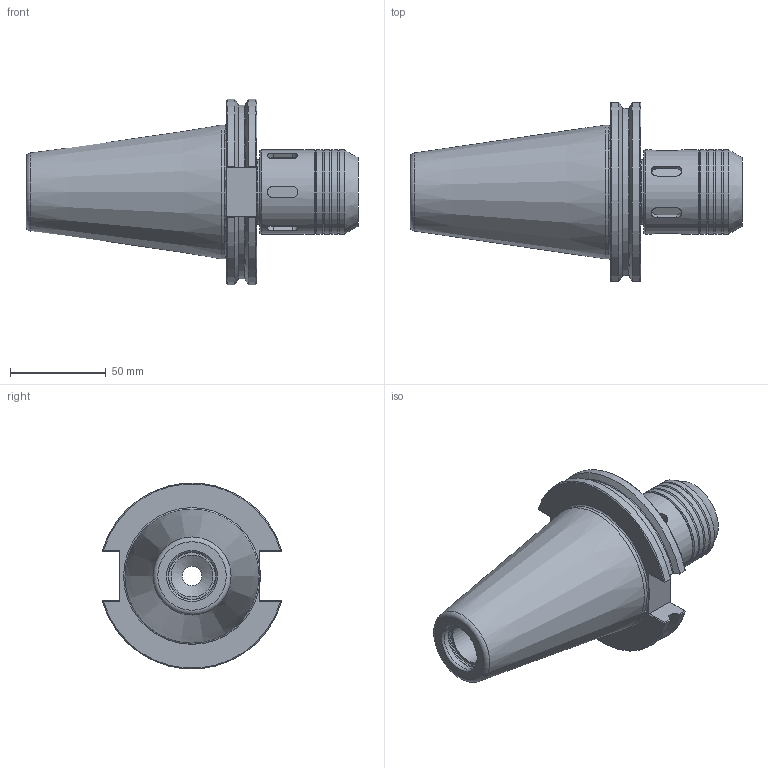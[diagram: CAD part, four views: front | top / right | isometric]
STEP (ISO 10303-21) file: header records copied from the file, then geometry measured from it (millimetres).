
FILE_DESCRIPTION(/* description */ (''),/* implementation_level */ '2;1');
FILE_NAME(/* name */ 'CAT50-BC075-0283.stp',/* time_stamp */ '2019-07-11T13:46:52-05:00',/* author */ ('ldfli'),/* organization */ (''),/* preprocessor_version */ 'ST-DEVELOPER v18',/* originating_system */ 'Autodesk Inventor LT',/* authorisation */ '');
FILE_SCHEMA (('AUTOMOTIVE_DESIGN { 1 0 10303 214 3 1 1 }'));
Length unit declared in the file: millimetre
Products named in the file (1): CAT50-BC075-0283
Bounding box: 173.77 x 93.8 x 97.14 mm (x, y, z)
Volume: 394856 mm3; surface area: 67753.5 mm2
Topology: 4 solids, 4 shells, 178 faces, 530 edges, 377 vertices
Faces by surface type: plane 74, cylinder 48, torus 29, cone 26, bspline 1
Full cylindrical faces by diameter (mm): 3.242 x1, 4 x1, 10 x1, 10.106 x1, 19.054 x1, 19.812 x1, 21.971 x1, 25 x1, 25.4 x1, 32.531 x1, 33.903 x1, 34.322 x1, 35 x2, 35.2 x2, 38.8 x1, 42 x1, 44 x5, 70 x1
Entity records: 6591 total; most frequent: CARTESIAN_POINT 1613, DIRECTION 1072, ORIENTED_EDGE 1060, EDGE_CURVE 530, AXIS2_PLACEMENT_3D 448, VERTEX_POINT 377, CIRCLE 270, EDGE_LOOP 203
